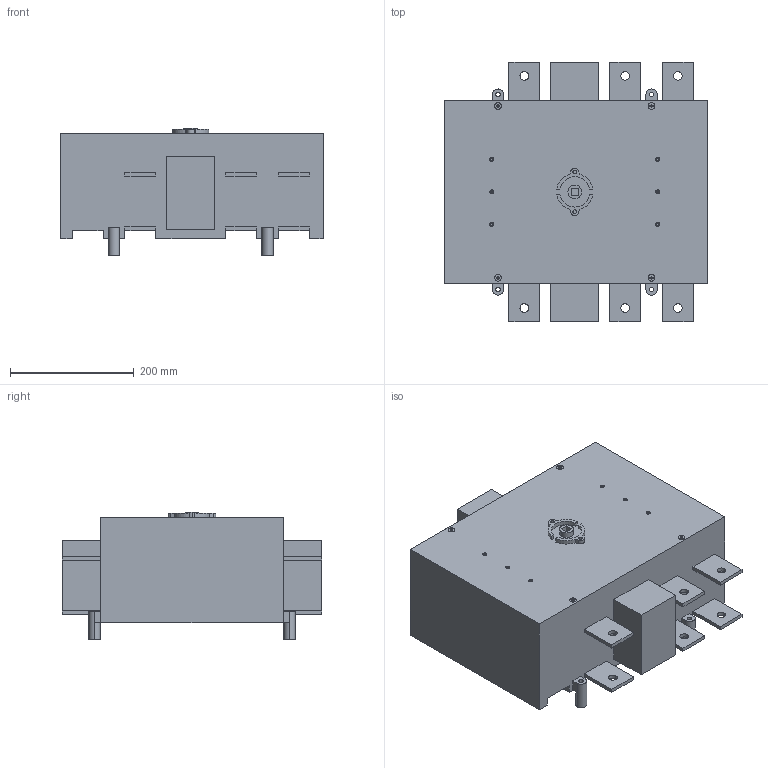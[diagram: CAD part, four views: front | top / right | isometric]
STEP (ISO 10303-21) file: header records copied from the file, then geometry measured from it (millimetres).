
FILE_DESCRIPTION((''),'2;1');
FILE_NAME('3d_GE1000E.stp','2013-07-10T14:27:33',(''),(''),'Mechanical Desktop 2011','Mechanical Desktop 2011',', , ');
FILE_SCHEMA(('CONFIG_CONTROL_DESIGN'));
Length unit declared in the file: millimetre
Products named in the file (1): Product
Bounding box: 424 x 419 x 206.75 mm (x, y, z)
Volume: 21876762 mm3; surface area: 671190.1 mm2
Topology: 1 solids, 1 shells, 290 faces, 1431 edges, 1813 vertices
Faces by surface type: plane 140, cylinder 106, bspline 44
Entity records: 13661 total; most frequent: CARTESIAN_POINT 3328, DIRECTION 2364, ORIENTED_EDGE 1548, VECTOR 992, LINE 992, EDGE_CURVE 774, AXIS2_PLACEMENT_3D 686, TRIMMED_CURVE 636
